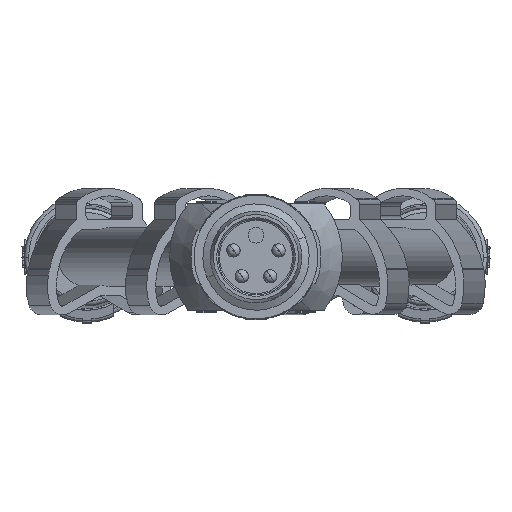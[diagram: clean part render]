
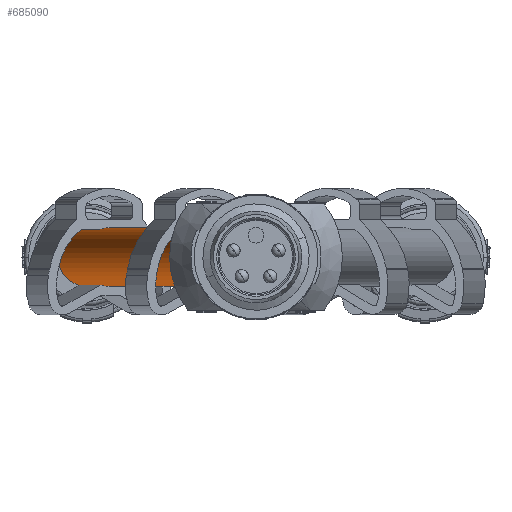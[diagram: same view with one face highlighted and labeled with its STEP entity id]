
A CAD part, left-side view. The second image highlights one B-rep face of the part: STEP entity #685090.
In plain terms, the highlighted cylindrical face has radius 2.2 mm (diameter 4.4 mm), a partial arc.
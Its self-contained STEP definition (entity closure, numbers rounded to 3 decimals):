
#233540=CARTESIAN_POINT('',(20.465,42.955,
136.069));
#233550=DIRECTION('',(0.,0.07,
0.998));
#233560=DIRECTION('',(1.,0.,0.));
#233570=AXIS2_PLACEMENT_3D('',#233540,#233550,#233560);
#233580=CYLINDRICAL_SURFACE('',#233570,2.2);
#233590=CARTESIAN_POINT('',(18.265,42.955,
136.069));
#233600=DIRECTION('',(0.,0.07,
0.998));
#233610=VECTOR('',#233600,1.);
#233620=LINE('',#233590,#233610);
#233630=CARTESIAN_POINT('',(18.265,36.328,
41.3));
#233640=VERTEX_POINT('',#233630);
#233650=CARTESIAN_POINT('',(18.265,37.192,
53.662));
#233660=VERTEX_POINT('',#233650);
#233670=EDGE_CURVE('',#233640,#233660,#233620,.T.);
#233690=CARTESIAN_POINT('',(20.465,37.192,
53.662));
#233700=DIRECTION('',(0.,0.07,
0.998));
#233710=DIRECTION('',(1.,0.,0.));
#233720=AXIS2_PLACEMENT_3D('',#233690,#233700,#233710);
#233730=CIRCLE('',#233720,2.2);
#233860=CARTESIAN_POINT('',(20.465,38.797,
76.606));
#233870=DIRECTION('',(0.,0.07,
0.998));
#233880=DIRECTION('',(1.,0.,0.));
#233890=AXIS2_PLACEMENT_3D('',#233860,#233870,#233880);
#233900=CIRCLE('',#233890,2.2);
#233910=CARTESIAN_POINT('',(18.265,38.797,
76.606));
#233920=VERTEX_POINT('',#233910);
#233950=CARTESIAN_POINT('',(18.265,44.656,
160.401));
#233960=VERTEX_POINT('',#233950);
#233970=EDGE_CURVE('',#233920,#233960,#233620,.T.);
#233990=CARTESIAN_POINT('',(20.465,44.656,
160.401));
#234000=DIRECTION('',(0.,0.07,
0.998));
#234010=DIRECTION('',(1.,0.,0.));
#234020=AXIS2_PLACEMENT_3D('',#233990,#234000,#234010);
#234030=CIRCLE('',#234020,2.2);
#234160=CARTESIAN_POINT('',(20.465,46.261,
183.345));
#234170=DIRECTION('',(0.,0.07,
0.998));
#234180=DIRECTION('',(1.,0.,0.));
#234190=AXIS2_PLACEMENT_3D('',#234160,#234170,#234180);
#234200=CIRCLE('',#234190,2.2);
#234210=CARTESIAN_POINT('',(18.265,46.261,
183.345));
#234220=VERTEX_POINT('',#234210);
#234250=CARTESIAN_POINT('',(18.265,46.328,
184.307));
#234260=VERTEX_POINT('',#234250);
#234270=EDGE_CURVE('',#234220,#234260,#233620,.T.);
#234290=CARTESIAN_POINT('',(20.465,46.328,
184.307));
#234300=DIRECTION('',(0.,0.035,
0.999));
#234310=DIRECTION('',(0.,0.999,
-0.035));
#234320=AXIS2_PLACEMENT_3D('',#234290,#234300,#234310);
#234330=ELLIPSE('',#234320,2.201,2.2);
#234340=CARTESIAN_POINT('',(22.665,46.328,
184.307));
#234350=VERTEX_POINT('',#234340);
#234380=CARTESIAN_POINT('',(22.665,42.955,
136.069));
#234390=DIRECTION('',(0.,0.07,
0.998));
#234400=VECTOR('',#234390,1.);
#234410=LINE('',#234380,#234400);
#234420=CARTESIAN_POINT('',(22.665,46.261,
183.345));
#234430=VERTEX_POINT('',#234420);
#234440=EDGE_CURVE('',#234430,#234350,#234410,.T.);
#234580=CARTESIAN_POINT('',(22.665,44.656,
160.401));
#234590=VERTEX_POINT('',#234580);
#234620=CARTESIAN_POINT('',(22.665,38.797,
76.606));
#234630=VERTEX_POINT('',#234620);
#234640=EDGE_CURVE('',#234630,#234590,#234410,.T.);
#234780=CARTESIAN_POINT('',(22.665,37.192,
53.662));
#234790=VERTEX_POINT('',#234780);
#234820=CARTESIAN_POINT('',(22.665,36.328,
41.3));
#234830=VERTEX_POINT('',#234820);
#234840=EDGE_CURVE('',#234830,#234790,#234410,.T.);
#234860=CARTESIAN_POINT('',(20.465,36.328,
41.3));
#234870=DIRECTION('',(0.,0.035,
0.999));
#234880=DIRECTION('',(0.,-0.999,
0.035));
#234890=AXIS2_PLACEMENT_3D('',#234860,#234870,#234880);
#234900=ELLIPSE('',#234890,2.201,2.2);
#284350=CARTESIAN_POINT('',(18.365,37.847,
53.616));
#284360=VERTEX_POINT('',#284350);
#284370=EDGE_CURVE('',#284360,#233660,#233730,.T.);
#284910=CARTESIAN_POINT('',(22.565,37.846,
53.616));
#284920=VERTEX_POINT('',#284910);
#284950=EDGE_CURVE('',#234790,#284920,#233730,.T.);
#291340=CARTESIAN_POINT('',(22.565,39.451,
76.56));
#291350=VERTEX_POINT('',#291340);
#291360=EDGE_CURVE('',#234630,#291350,#233900,.T.);
#291900=CARTESIAN_POINT('',(18.365,39.451,
76.56));
#291910=VERTEX_POINT('',#291900);
#291940=EDGE_CURVE('',#291910,#233920,#233900,.T.);
#295560=CARTESIAN_POINT('',(22.565,43.609,
136.023));
#295570=DIRECTION('',(0.,0.07,
0.998));
#295580=VECTOR('',#295570,1.);
#295590=LINE('',#295560,#295580);
#295600=EDGE_CURVE('',#284920,#291350,#295590,.T.);
#296460=CARTESIAN_POINT('',(18.365,43.609,
136.023));
#296470=DIRECTION('',(0.,0.07,
0.998));
#296480=VECTOR('',#296470,1.);
#296490=LINE('',#296460,#296480);
#296500=EDGE_CURVE('',#284360,#291910,#296490,.T.);
#297430=CARTESIAN_POINT('',(18.365,46.915,
183.299));
#297440=VERTEX_POINT('',#297430);
#297470=EDGE_CURVE('',#297440,#234220,#234200,.T.);
#298180=CARTESIAN_POINT('',(22.565,46.915,
183.299));
#298190=VERTEX_POINT('',#298180);
#298200=EDGE_CURVE('',#234430,#298190,#234200,.T.);
#301960=CARTESIAN_POINT('',(22.565,45.31,
160.355));
#301970=VERTEX_POINT('',#301960);
#302000=EDGE_CURVE('',#234590,#301970,#234030,.T.);
#302710=CARTESIAN_POINT('',(18.365,45.311,
160.355));
#302720=VERTEX_POINT('',#302710);
#302730=EDGE_CURVE('',#302720,#233960,#234030,.T.);
#305420=CARTESIAN_POINT('',(18.365,43.609,
136.023));
#305430=DIRECTION('',(0.,0.07,
0.998));
#305440=VECTOR('',#305430,1.);
#305450=LINE('',#305420,#305440);
#305460=EDGE_CURVE('',#302720,#297440,#305450,.T.);
#306540=CARTESIAN_POINT('',(22.565,43.609,
136.023));
#306550=DIRECTION('',(0.,0.07,
0.998));
#306560=VECTOR('',#306550,1.);
#306570=LINE('',#306540,#306560);
#306580=EDGE_CURVE('',#301970,#298190,#306570,.T.);
#318390=EDGE_CURVE('',#234350,#234260,#234330,.T.);
#677780=EDGE_CURVE('',#234830,#233640,#234900,.T.);
#684870=ORIENTED_EDGE('',*,*,#234270,.T.);
#684880=ORIENTED_EDGE('',*,*,#297470,.T.);
#684890=ORIENTED_EDGE('',*,*,#305460,.T.);
#684900=ORIENTED_EDGE('',*,*,#302730,.F.);
#684910=ORIENTED_EDGE('',*,*,#233970,.T.);
#684920=ORIENTED_EDGE('',*,*,#291940,.T.);
#684930=ORIENTED_EDGE('',*,*,#296500,.T.);
#684940=ORIENTED_EDGE('',*,*,#284370,.F.);
#684950=ORIENTED_EDGE('',*,*,#233670,.T.);
#684960=ORIENTED_EDGE('',*,*,#677780,.T.);
#684970=ORIENTED_EDGE('',*,*,#234840,.F.);
#684980=ORIENTED_EDGE('',*,*,#284950,.F.);
#684990=ORIENTED_EDGE('',*,*,#295600,.F.);
#685000=ORIENTED_EDGE('',*,*,#291360,.T.);
#685010=ORIENTED_EDGE('',*,*,#234640,.F.);
#685020=ORIENTED_EDGE('',*,*,#302000,.F.);
#685030=ORIENTED_EDGE('',*,*,#306580,.F.);
#685040=ORIENTED_EDGE('',*,*,#298200,.T.);
#685050=ORIENTED_EDGE('',*,*,#234440,.F.);
#685060=ORIENTED_EDGE('',*,*,#318390,.F.);
#685070=EDGE_LOOP('',(#685060,#685050,#685040,#685030,#685020,#685010,
#685000,#684990,#684980,#684970,#684960,#684950,#684940,#684930,#684920,
#684910,#684900,#684890,#684880,#684870));
#685080=FACE_OUTER_BOUND('',#685070,.T.);
#685090=ADVANCED_FACE('',(#685080),#233580,.T.);
